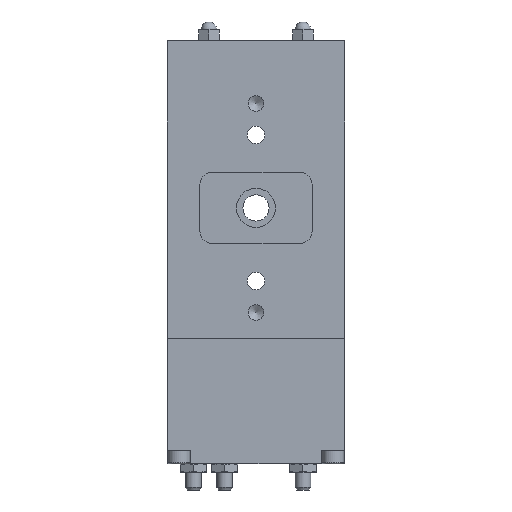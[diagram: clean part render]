
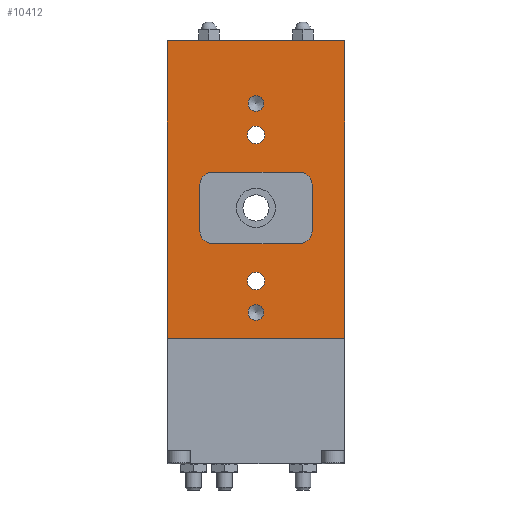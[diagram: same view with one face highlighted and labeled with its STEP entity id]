
A CAD part, front view. The second image highlights one B-rep face of the part: STEP entity #10412.
In plain terms, the highlighted planar face has unit normal (0, -1, 0).
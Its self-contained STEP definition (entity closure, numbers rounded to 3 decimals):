
#546=FACE_BOUND('',#1746,.T.);
#547=FACE_BOUND('',#1747,.T.);
#548=FACE_BOUND('',#1748,.T.);
#549=FACE_BOUND('',#1749,.T.);
#550=FACE_BOUND('',#1750,.T.);
#673=PLANE('',#11349);
#1147=FACE_OUTER_BOUND('',#1745,.T.);
#1745=EDGE_LOOP('',(#7681,#7682,#7683,#7684));
#1746=EDGE_LOOP('',(#7685,#7686));
#1747=EDGE_LOOP('',(#7687,#7688));
#1748=EDGE_LOOP('',(#7689));
#1749=EDGE_LOOP('',(#7690));
#1750=EDGE_LOOP('',(#7691,#7692,#7693,#7694,#7695,#7696,#7697,#7698));
#2421=CIRCLE('',#11298,3.);
#2422=CIRCLE('',#11299,3.);
#2425=CIRCLE('',#11304,3.);
#2426=CIRCLE('',#11305,3.);
#2432=CIRCLE('',#11314,3.35);
#2438=CIRCLE('',#11323,3.35);
#2439=CIRCLE('',#11325,5.);
#2440=CIRCLE('',#11328,5.);
#2441=CIRCLE('',#11331,5.);
#2442=CIRCLE('',#11334,5.);
#2734=LINE('',#14922,#3659);
#2775=LINE('',#15210,#3700);
#2778=LINE('',#15218,#3703);
#2781=LINE('',#15226,#3706);
#2784=LINE('',#15233,#3709);
#2787=LINE('',#15254,#3712);
#2790=LINE('',#15260,#3715);
#2794=LINE('',#15267,#3719);
#3659=VECTOR('',#12247,10.);
#3700=VECTOR('',#12570,10.);
#3703=VECTOR('',#12579,10.);
#3706=VECTOR('',#12588,10.);
#3709=VECTOR('',#12597,10.);
#3712=VECTOR('',#12622,10.);
#3715=VECTOR('',#12627,10.);
#3719=VECTOR('',#12635,10.);
#4615=VERTEX_POINT('',#14919);
#4616=VERTEX_POINT('',#14921);
#4701=VERTEX_POINT('',#15150);
#4702=VERTEX_POINT('',#15152);
#4706=VERTEX_POINT('',#15163);
#4707=VERTEX_POINT('',#15165);
#4713=VERTEX_POINT('',#15182);
#4719=VERTEX_POINT('',#15199);
#4720=VERTEX_POINT('',#15203);
#4721=VERTEX_POINT('',#15204);
#4722=VERTEX_POINT('',#15209);
#4723=VERTEX_POINT('',#15213);
#4724=VERTEX_POINT('',#15217);
#4725=VERTEX_POINT('',#15221);
#4726=VERTEX_POINT('',#15225);
#4727=VERTEX_POINT('',#15229);
#4734=VERTEX_POINT('',#15253);
#4736=VERTEX_POINT('',#15259);
#5729=EDGE_CURVE('',#4616,#4615,#2734,.T.);
#5834=EDGE_CURVE('',#4702,#4701,#2421,.T.);
#5835=EDGE_CURVE('',#4701,#4702,#2422,.T.);
#5840=EDGE_CURVE('',#4707,#4706,#2425,.T.);
#5841=EDGE_CURVE('',#4706,#4707,#2426,.T.);
#5848=EDGE_CURVE('',#4713,#4713,#2432,.T.);
#5856=EDGE_CURVE('',#4719,#4719,#2438,.T.);
#5858=EDGE_CURVE('',#4720,#4721,#2439,.T.);
#5861=EDGE_CURVE('',#4722,#4720,#2775,.T.);
#5863=EDGE_CURVE('',#4723,#4722,#2440,.T.);
#5865=EDGE_CURVE('',#4724,#4723,#2778,.T.);
#5867=EDGE_CURVE('',#4725,#4724,#2441,.T.);
#5869=EDGE_CURVE('',#4726,#4725,#2781,.T.);
#5871=EDGE_CURVE('',#4727,#4726,#2442,.T.);
#5873=EDGE_CURVE('',#4721,#4727,#2784,.T.);
#5882=EDGE_CURVE('',#4616,#4734,#2787,.T.);
#5885=EDGE_CURVE('',#4736,#4734,#2790,.T.);
#5889=EDGE_CURVE('',#4736,#4615,#2794,.T.);
#7681=ORIENTED_EDGE('',*,*,#5729,.T.);
#7682=ORIENTED_EDGE('',*,*,#5889,.F.);
#7683=ORIENTED_EDGE('',*,*,#5885,.T.);
#7684=ORIENTED_EDGE('',*,*,#5882,.F.);
#7685=ORIENTED_EDGE('',*,*,#5834,.T.);
#7686=ORIENTED_EDGE('',*,*,#5835,.T.);
#7687=ORIENTED_EDGE('',*,*,#5840,.T.);
#7688=ORIENTED_EDGE('',*,*,#5841,.T.);
#7689=ORIENTED_EDGE('',*,*,#5848,.T.);
#7690=ORIENTED_EDGE('',*,*,#5856,.T.);
#7691=ORIENTED_EDGE('',*,*,#5858,.T.);
#7692=ORIENTED_EDGE('',*,*,#5873,.T.);
#7693=ORIENTED_EDGE('',*,*,#5871,.T.);
#7694=ORIENTED_EDGE('',*,*,#5869,.T.);
#7695=ORIENTED_EDGE('',*,*,#5867,.T.);
#7696=ORIENTED_EDGE('',*,*,#5865,.T.);
#7697=ORIENTED_EDGE('',*,*,#5863,.T.);
#7698=ORIENTED_EDGE('',*,*,#5861,.T.);
#10412=ADVANCED_FACE('',(#1147,#546,#547,#548,#549,#550),#673,.T.);
#11298=AXIS2_PLACEMENT_3D('',#15153,#12504,#12505);
#11299=AXIS2_PLACEMENT_3D('',#15154,#12506,#12507);
#11304=AXIS2_PLACEMENT_3D('',#15166,#12518,#12519);
#11305=AXIS2_PLACEMENT_3D('',#15167,#12520,#12521);
#11314=AXIS2_PLACEMENT_3D('',#15183,#12539,#12540);
#11323=AXIS2_PLACEMENT_3D('',#15200,#12559,#12560);
#11325=AXIS2_PLACEMENT_3D('',#15205,#12564,#12565);
#11328=AXIS2_PLACEMENT_3D('',#15214,#12574,#12575);
#11331=AXIS2_PLACEMENT_3D('',#15222,#12583,#12584);
#11334=AXIS2_PLACEMENT_3D('',#15230,#12592,#12593);
#11349=AXIS2_PLACEMENT_3D('',#15266,#12633,#12634);
#12247=DIRECTION('',(0.,0.,1.));
#12504=DIRECTION('center_axis',(0.,1.,0.));
#12505=DIRECTION('ref_axis',(1.,0.,0.));
#12506=DIRECTION('center_axis',(0.,1.,0.));
#12507=DIRECTION('ref_axis',(1.,0.,0.));
#12518=DIRECTION('center_axis',(0.,1.,0.));
#12519=DIRECTION('ref_axis',(1.,0.,0.));
#12520=DIRECTION('center_axis',(0.,1.,0.));
#12521=DIRECTION('ref_axis',(1.,0.,0.));
#12539=DIRECTION('center_axis',(0.,1.,0.));
#12540=DIRECTION('ref_axis',(1.,0.,0.));
#12559=DIRECTION('center_axis',(0.,1.,0.));
#12560=DIRECTION('ref_axis',(1.,0.,0.));
#12564=DIRECTION('center_axis',(0.,1.,0.));
#12565=DIRECTION('ref_axis',(-1.,0.,0.));
#12570=DIRECTION('',(1.,0.,0.));
#12574=DIRECTION('center_axis',(0.,1.,0.));
#12575=DIRECTION('ref_axis',(0.,0.,-1.));
#12579=DIRECTION('',(0.,0.,1.));
#12583=DIRECTION('center_axis',(0.,1.,0.));
#12584=DIRECTION('ref_axis',(1.,0.,0.));
#12588=DIRECTION('',(-1.,0.,0.));
#12592=DIRECTION('center_axis',(0.,1.,0.));
#12593=DIRECTION('ref_axis',(0.,0.,1.));
#12597=DIRECTION('',(0.,0.,-1.));
#12622=DIRECTION('',(-1.,0.,0.));
#12627=DIRECTION('',(0.,0.,-1.));
#12633=DIRECTION('center_axis',(0.,-1.,0.));
#12634=DIRECTION('ref_axis',(1.,0.,0.));
#12635=DIRECTION('',(1.,0.,0.));
#14919=CARTESIAN_POINT('',(34.,-19.,64.));
#14921=CARTESIAN_POINT('',(34.,-19.,-50.));
#14922=CARTESIAN_POINT('',(34.,-19.,0.));
#15150=CARTESIAN_POINT('',(-3.,-19.,40.));
#15152=CARTESIAN_POINT('',(3.,-19.,40.));
#15153=CARTESIAN_POINT('Origin',(0.,-19.,40.));
#15154=CARTESIAN_POINT('Origin',(0.,-19.,40.));
#15163=CARTESIAN_POINT('',(-3.,-19.,-40.));
#15165=CARTESIAN_POINT('',(3.,-19.,-40.));
#15166=CARTESIAN_POINT('Origin',(0.,-19.,-40.));
#15167=CARTESIAN_POINT('Origin',(0.,-19.,-40.));
#15182=CARTESIAN_POINT('',(-3.35,-19.,28.));
#15183=CARTESIAN_POINT('Origin',(0.,-19.,28.));
#15199=CARTESIAN_POINT('',(-3.35,-19.,-28.));
#15200=CARTESIAN_POINT('Origin',(0.,-19.,-28.));
#15203=CARTESIAN_POINT('',(16.5,-19.,13.7));
#15204=CARTESIAN_POINT('',(21.5,-19.,8.7));
#15205=CARTESIAN_POINT('Origin',(16.5,-19.,8.7));
#15209=CARTESIAN_POINT('',(-16.5,-19.,13.7));
#15210=CARTESIAN_POINT('',(-25.25,-19.,13.7));
#15213=CARTESIAN_POINT('',(-21.5,-19.,8.7));
#15214=CARTESIAN_POINT('Origin',(-16.5,-19.,8.7));
#15217=CARTESIAN_POINT('',(-21.5,-19.,-8.7));
#15218=CARTESIAN_POINT('',(-21.5,-19.,-4.35));
#15221=CARTESIAN_POINT('',(-16.5,-19.,-13.7));
#15222=CARTESIAN_POINT('Origin',(-16.5,-19.,-8.7));
#15225=CARTESIAN_POINT('',(16.5,-19.,-13.7));
#15226=CARTESIAN_POINT('',(-8.75,-19.,-13.7));
#15229=CARTESIAN_POINT('',(21.5,-19.,-8.7));
#15230=CARTESIAN_POINT('Origin',(16.5,-19.,-8.7));
#15233=CARTESIAN_POINT('',(21.5,-19.,4.35));
#15253=CARTESIAN_POINT('',(-34.,-19.,-50.));
#15254=CARTESIAN_POINT('',(-34.,-19.,-50.));
#15259=CARTESIAN_POINT('',(-34.,-19.,64.));
#15260=CARTESIAN_POINT('',(-34.,-19.,0.));
#15266=CARTESIAN_POINT('Origin',(-34.,-19.,0.));
#15267=CARTESIAN_POINT('',(-34.,-19.,64.));
